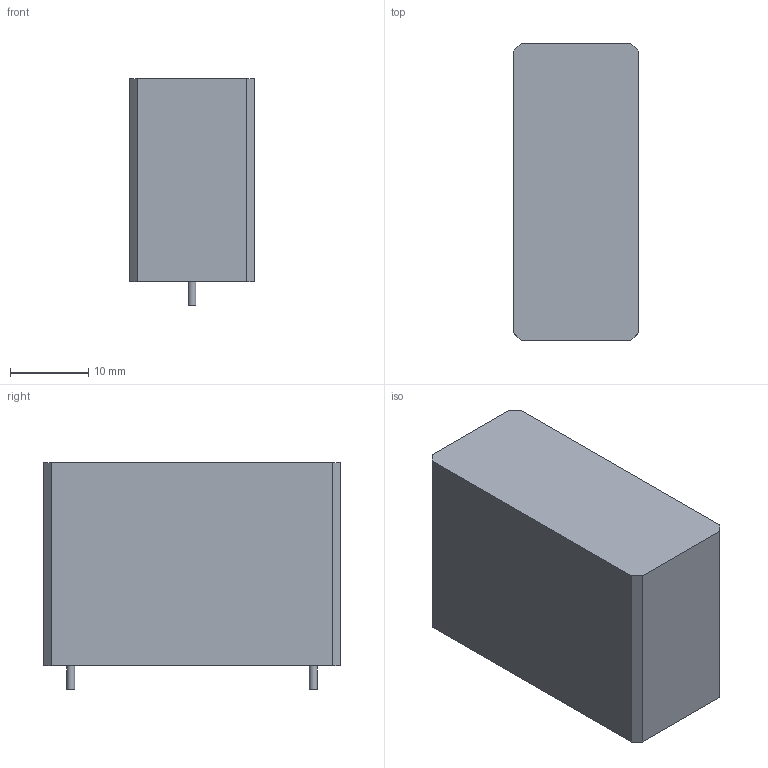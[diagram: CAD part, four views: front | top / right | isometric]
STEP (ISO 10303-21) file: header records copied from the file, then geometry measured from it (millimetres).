
FILE_DESCRIPTION(('STEP AP214'), '1');
FILE_NAME('MLC-X2', '2022-07-13T07:34:06', ('ava'), (''), 'ASCON STEP Converter 1.3', 'ASCON Math Kernel', '');
FILE_SCHEMA(('AUTOMOTIVE_DESIGN { 1 0 10303 214 3 1 1}'));
Length unit declared in the file: millimetre
Products named in the file (1): 4
Bounding box: 16 x 38 x 29 mm (x, y, z)
Volume: 15760.1 mm3; surface area: 3982.3 mm2
Topology: 1 solids, 1 shells, 1459 faces, 4242 edges, 2828 vertices
Faces by surface type: plane 747, cylinder 712
Full cylindrical faces by diameter (mm): 1 x2
Entity records: 60114 total; most frequent: DIRECTION 8584, CARTESIAN_POINT 8528, ORIENTED_EDGE 8480, EDGE_CURVE 4240, AXIS2_PLACEMENT_3D 2884, VERTEX_POINT 2828, LINE 2816, VECTOR 2816
